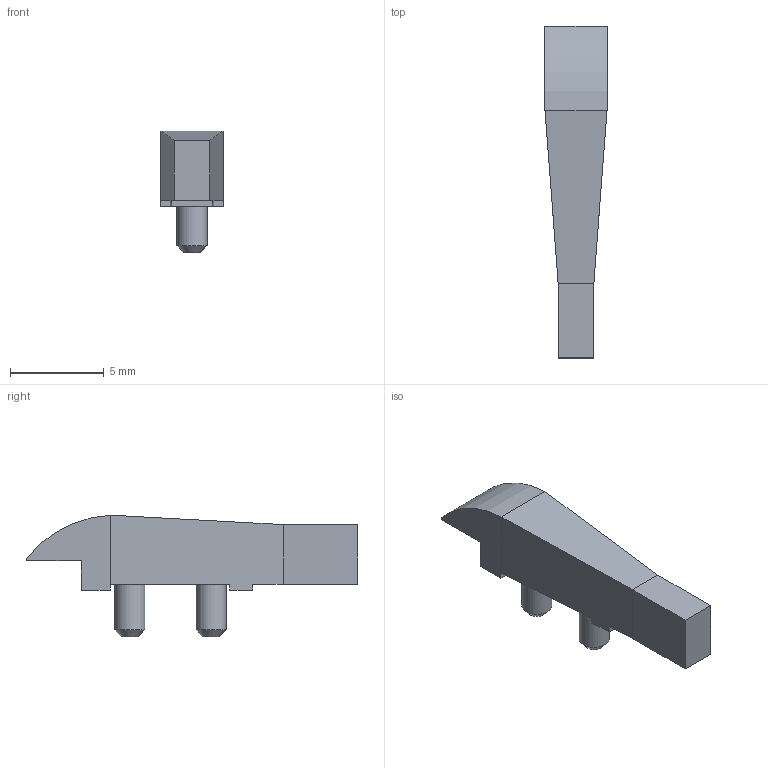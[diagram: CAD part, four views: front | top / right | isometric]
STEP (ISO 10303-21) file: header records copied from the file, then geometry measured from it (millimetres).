
FILE_DESCRIPTION(/* description */ ('Unknown'),/* implementation_level */ '2;1');
FILE_NAME(/* name */ '515-1105F',/* time_stamp */ '2023-07-14T12:35:36+02:00',/* author */ ('Unknown'),/* organization */ ('Unknown'),/* preprocessor_version */ 'ST-DEVELOPER v18.102',/* originating_system */ 'Solid Edge',/* authorisation */ 'Unknown');
FILE_SCHEMA (('AUTOMOTIVE_DESIGN {1 0 10303 214 3 1 1}'));
Length unit declared in the file: millimetre
Products named in the file (1): 515-1105F
Bounding box: 3.3 x 17.68 x 6.48 mm (x, y, z)
Volume: 151.4 mm3; surface area: 244.2 mm2
Topology: 1 solids, 1 shells, 26 faces, 58 edges, 36 vertices
Faces by surface type: plane 20, cylinder 4, cone 2
Full cylindrical faces by diameter (mm): 1.6 x2
Entity records: 718 total; most frequent: DIRECTION 118, CARTESIAN_POINT 117, ORIENTED_EDGE 108, EDGE_CURVE 54, LINE 44, VECTOR 44, AXIS2_PLACEMENT_3D 37, VERTEX_POINT 36
